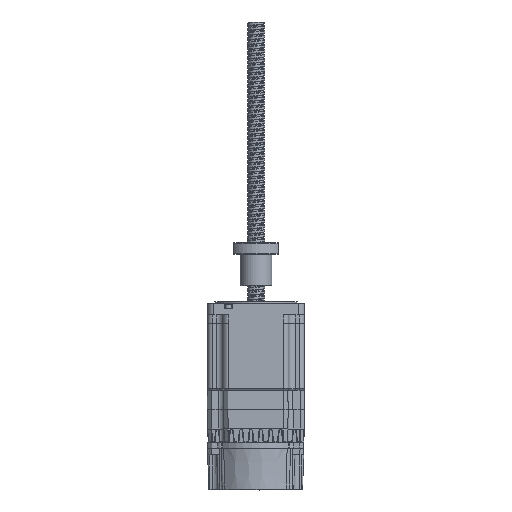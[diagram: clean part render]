
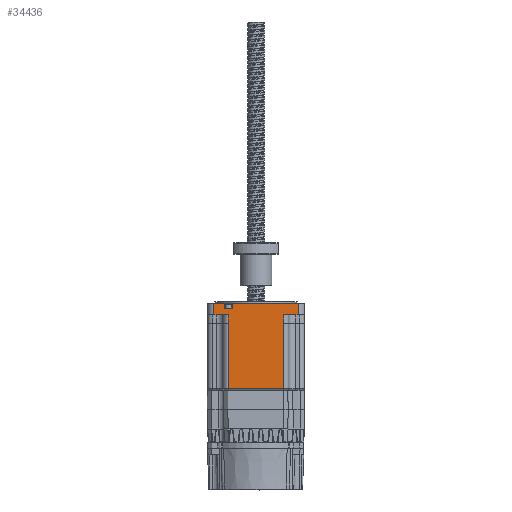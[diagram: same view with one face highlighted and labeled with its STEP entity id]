
A CAD part, top view. The second image highlights one B-rep face of the part: STEP entity #34436.
In plain terms, the highlighted planar face has unit normal (0, 0, 1).
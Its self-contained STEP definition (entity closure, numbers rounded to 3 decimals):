
#289=B_SPLINE_CURVE_WITH_KNOTS('',3,(#65693,#65694,#65695,#65696),
 .UNSPECIFIED.,.F.,.F.,(4,4),(0.,1.),.UNSPECIFIED.);
#290=B_SPLINE_CURVE_WITH_KNOTS('',3,(#65702,#65703,#65704,#65705),
 .UNSPECIFIED.,.F.,.F.,(4,4),(0.,1.),.UNSPECIFIED.);
#1368=PLANE('',#37314);
#3236=LINE('',#65182,#5263);
#3267=LINE('',#65370,#5294);
#3269=LINE('',#65386,#5296);
#3272=LINE('',#65395,#5299);
#3287=LINE('',#65438,#5314);
#3290=LINE('',#65445,#5317);
#3296=LINE('',#65464,#5323);
#3307=LINE('',#65518,#5334);
#3311=LINE('',#65528,#5338);
#3314=LINE('',#65534,#5341);
#3333=LINE('',#65582,#5360);
#3336=LINE('',#65587,#5363);
#3371=LINE('',#65698,#5398);
#3372=LINE('',#65700,#5399);
#3403=LINE('',#65865,#5430);
#3404=LINE('',#65868,#5431);
#5263=VECTOR('',#44277,1000.);
#5294=VECTOR('',#44506,1000.);
#5296=VECTOR('',#44522,1000.);
#5299=VECTOR('',#44527,1000.);
#5314=VECTOR('',#44560,1000.);
#5317=VECTOR('',#44567,1000.);
#5323=VECTOR('',#44585,1000.);
#5334=VECTOR('',#44644,1000.);
#5338=VECTOR('',#44654,1000.);
#5341=VECTOR('',#44659,1000.);
#5360=VECTOR('',#44704,1000.);
#5363=VECTOR('',#44711,1000.);
#5398=VECTOR('',#44812,1000.);
#5399=VECTOR('',#44815,1000.);
#5430=VECTOR('',#45010,1000.);
#5431=VECTOR('',#45015,1000.);
#12235=ORIENTED_EDGE('',*,*,#15820,.T.);
#12236=ORIENTED_EDGE('',*,*,#15518,.T.);
#12237=ORIENTED_EDGE('',*,*,#15822,.F.);
#12238=ORIENTED_EDGE('',*,*,#15757,.F.);
#12239=ORIENTED_EDGE('',*,*,#15756,.T.);
#12240=ORIENTED_EDGE('',*,*,#15650,.T.);
#12241=ORIENTED_EDGE('',*,*,#15640,.F.);
#12242=ORIENTED_EDGE('',*,*,#15614,.F.);
#12243=ORIENTED_EDGE('',*,*,#15703,.F.);
#12244=ORIENTED_EDGE('',*,*,#15677,.F.);
#12245=ORIENTED_EDGE('',*,*,#15672,.F.);
#12246=ORIENTED_EDGE('',*,*,#15680,.T.);
#12247=ORIENTED_EDGE('',*,*,#15706,.F.);
#12248=ORIENTED_EDGE('',*,*,#15610,.F.);
#12249=ORIENTED_EDGE('',*,*,#15636,.T.);
#12250=ORIENTED_EDGE('',*,*,#15602,.T.);
#12251=ORIENTED_EDGE('',*,*,#15755,.F.);
#12252=ORIENTED_EDGE('',*,*,#15754,.T.);
#15518=EDGE_CURVE('',#17892,#17890,#3236,.T.);
#15602=EDGE_CURVE('',#17950,#17949,#3267,.T.);
#15610=EDGE_CURVE('',#17957,#17958,#3269,.T.);
#15614=EDGE_CURVE('',#17961,#17962,#3272,.T.);
#15636=EDGE_CURVE('',#17957,#17950,#3287,.T.);
#15640=EDGE_CURVE('',#17962,#17981,#3290,.T.);
#15650=EDGE_CURVE('',#17985,#17981,#3296,.T.);
#15672=EDGE_CURVE('',#18008,#18009,#3307,.T.);
#15677=EDGE_CURVE('',#18009,#18012,#3311,.T.);
#15680=EDGE_CURVE('',#18008,#18013,#3314,.T.);
#15703=EDGE_CURVE('',#18012,#17961,#3333,.T.);
#15706=EDGE_CURVE('',#17958,#18013,#3336,.T.);
#15754=EDGE_CURVE('',#18052,#18051,#289,.T.);
#15755=EDGE_CURVE('',#18052,#17949,#3371,.T.);
#15756=EDGE_CURVE('',#18053,#17985,#3372,.T.);
#15757=EDGE_CURVE('',#18053,#18054,#290,.F.);
#15820=EDGE_CURVE('',#18051,#17892,#3403,.T.);
#15822=EDGE_CURVE('',#18054,#17890,#3404,.T.);
#17890=VERTEX_POINT('',#65175);
#17892=VERTEX_POINT('',#65183);
#17949=VERTEX_POINT('',#65369);
#17950=VERTEX_POINT('',#65371);
#17957=VERTEX_POINT('',#65387);
#17958=VERTEX_POINT('',#65388);
#17961=VERTEX_POINT('',#65394);
#17962=VERTEX_POINT('',#65396);
#17981=VERTEX_POINT('',#65442);
#17985=VERTEX_POINT('',#65454);
#18008=VERTEX_POINT('',#65517);
#18009=VERTEX_POINT('',#65519);
#18012=VERTEX_POINT('',#65529);
#18013=VERTEX_POINT('',#65533);
#18051=VERTEX_POINT('',#65692);
#18052=VERTEX_POINT('',#65697);
#18053=VERTEX_POINT('',#65701);
#18054=VERTEX_POINT('',#65706);
#21113=EDGE_LOOP('',(#12235,#12236,#12237,#12238,#12239,#12240,#12241,#12242,
#12243,#12244,#12245,#12246,#12247,#12248,#12249,#12250,#12251,#12252));
#23062=FACE_BOUND('',#21113,.T.);
#34436=ADVANCED_FACE('',(#23062),#1368,.F.);
#37314=AXIS2_PLACEMENT_3D('',#65867,#45013,#45014);
#44277=DIRECTION('',(1.,0.,0.));
#44506=DIRECTION('',(1.,0.,0.));
#44522=DIRECTION('',(1.,0.,0.));
#44527=DIRECTION('',(1.,0.,0.));
#44560=DIRECTION('',(0.,-1.,0.));
#44567=DIRECTION('',(0.,-1.,0.));
#44585=DIRECTION('',(1.,0.,0.));
#44644=DIRECTION('',(1.,0.,0.));
#44654=DIRECTION('',(0.,1.,0.));
#44659=DIRECTION('',(0.,1.,0.));
#44704=DIRECTION('',(0.707,0.707,0.));
#44711=DIRECTION('',(0.707,-0.707,0.));
#44812=DIRECTION('',(0.,1.,0.));
#44815=DIRECTION('',(0.,1.,0.));
#45010=DIRECTION('',(0.,-1.,0.));
#45013=DIRECTION('',(0.,0.,-1.));
#45014=DIRECTION('',(-1.,0.,0.));
#45015=DIRECTION('',(0.,-1.,0.));
#65175=CARTESIAN_POINT('',(24.83,-24.174,43.));
#65182=CARTESIAN_POINT('',(-24.47,-24.174,43.));
#65183=CARTESIAN_POINT('',(-24.47,-24.174,43.));
#65369=CARTESIAN_POINT('',(-24.449,41.376,43.));
#65370=CARTESIAN_POINT('',(-37.12,41.376,43.));
#65371=CARTESIAN_POINT('',(-37.12,41.376,43.));
#65386=CARTESIAN_POINT('',(-37.12,51.376,43.));
#65387=CARTESIAN_POINT('',(-37.12,51.376,43.));
#65388=CARTESIAN_POINT('',(-28.304,51.376,43.));
#65394=CARTESIAN_POINT('',(-20.404,51.376,43.));
#65395=CARTESIAN_POINT('',(-20.404,51.376,43.));
#65396=CARTESIAN_POINT('',(37.48,51.376,43.));
#65438=CARTESIAN_POINT('',(-37.12,51.376,43.));
#65442=CARTESIAN_POINT('',(37.48,41.376,43.));
#65445=CARTESIAN_POINT('',(37.48,51.376,43.));
#65454=CARTESIAN_POINT('',(24.808,41.376,43.));
#65464=CARTESIAN_POINT('',(24.808,41.376,43.));
#65517=CARTESIAN_POINT('',(-28.104,47.376,43.));
#65518=CARTESIAN_POINT('',(-28.104,47.376,43.));
#65519=CARTESIAN_POINT('',(-20.604,47.376,43.));
#65528=CARTESIAN_POINT('',(-20.604,47.376,43.));
#65529=CARTESIAN_POINT('',(-20.604,51.176,43.));
#65533=CARTESIAN_POINT('',(-28.104,51.176,43.));
#65534=CARTESIAN_POINT('',(-28.104,47.376,43.));
#65582=CARTESIAN_POINT('',(-20.604,51.176,43.));
#65587=CARTESIAN_POINT('',(-28.304,51.376,43.));
#65692=CARTESIAN_POINT('',(-24.47,34.076,43.));
#65693=CARTESIAN_POINT('',(-24.449,34.076,43.));
#65694=CARTESIAN_POINT('',(-24.456,34.076,43.));
#65695=CARTESIAN_POINT('',(-24.463,34.076,43.));
#65696=CARTESIAN_POINT('',(-24.47,34.076,43.));
#65697=CARTESIAN_POINT('',(-24.449,34.076,43.));
#65698=CARTESIAN_POINT('',(-24.449,34.076,43.));
#65700=CARTESIAN_POINT('',(24.808,34.076,43.));
#65701=CARTESIAN_POINT('',(24.808,34.076,43.));
#65702=CARTESIAN_POINT('',(24.83,34.076,43.));
#65703=CARTESIAN_POINT('',(24.823,34.076,43.));
#65704=CARTESIAN_POINT('',(24.815,34.076,43.));
#65705=CARTESIAN_POINT('',(24.808,34.076,43.));
#65706=CARTESIAN_POINT('',(24.83,34.076,43.));
#65865=CARTESIAN_POINT('',(-24.47,34.076,43.));
#65867=CARTESIAN_POINT('',(-24.47,34.076,43.));
#65868=CARTESIAN_POINT('',(24.83,34.076,43.));
